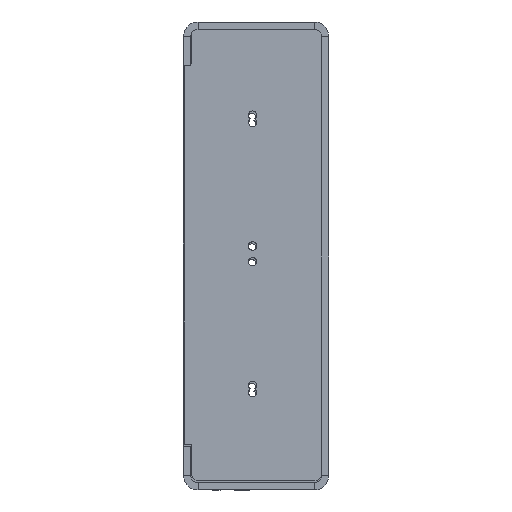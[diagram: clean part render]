
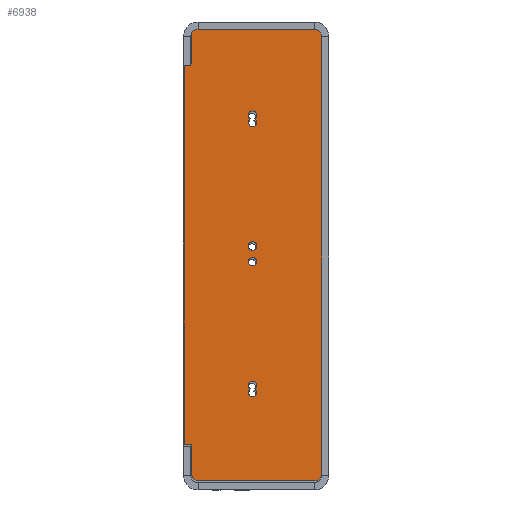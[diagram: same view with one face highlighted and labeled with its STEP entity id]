
A CAD part, left-side view. The second image highlights one B-rep face of the part: STEP entity #6938.
In plain terms, the highlighted planar face has unit normal (-1, 0, 0).
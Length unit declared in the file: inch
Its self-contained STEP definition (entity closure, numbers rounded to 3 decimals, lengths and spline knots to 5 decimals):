
#337=FACE_BOUND('',#1438,.T.);
#338=FACE_BOUND('',#1439,.T.);
#339=FACE_BOUND('',#1440,.T.);
#340=FACE_BOUND('',#1441,.T.);
#469=PLANE('',#7732);
#800=FACE_OUTER_BOUND('',#1437,.T.);
#1437=EDGE_LOOP('',(#6368,#6369,#6370,#6371,#6372,#6373,#6374,#6375,#6376,
#6377,#6378,#6379));
#1438=EDGE_LOOP('',(#6380));
#1439=EDGE_LOOP('',(#6381));
#1440=EDGE_LOOP('',(#6382,#6383));
#1441=EDGE_LOOP('',(#6384,#6385));
#1960=LINE('',#11608,#2499);
#1964=LINE('',#11615,#2503);
#1967=LINE('',#11621,#2506);
#1970=LINE('',#11627,#2509);
#1974=LINE('',#11639,#2513);
#1978=LINE('',#11651,#2517);
#1982=LINE('',#11663,#2521);
#1985=LINE('',#11672,#2524);
#2499=VECTOR('',#9696,0.3937);
#2503=VECTOR('',#9702,0.3937);
#2506=VECTOR('',#9707,0.3937);
#2509=VECTOR('',#9712,0.3937);
#2513=VECTOR('',#9724,0.3937);
#2517=VECTOR('',#9736,0.3937);
#2521=VECTOR('',#9748,0.3937);
#2524=VECTOR('',#9759,0.3937);
#2915=CIRCLE('',#7695,0.0725);
#2917=CIRCLE('',#7698,0.0725);
#2920=CIRCLE('',#7702,0.0725);
#2921=CIRCLE('',#7704,0.0725);
#2924=CIRCLE('',#7708,0.0725);
#2925=CIRCLE('',#7710,0.0725);
#2928=CIRCLE('',#7718,0.125);
#2930=CIRCLE('',#7722,0.125);
#2932=CIRCLE('',#7726,0.125);
#2934=CIRCLE('',#7730,0.125);
#3521=VERTEX_POINT('',#11566);
#3523=VERTEX_POINT('',#11572);
#3525=VERTEX_POINT('',#11578);
#3528=VERTEX_POINT('',#11583);
#3529=VERTEX_POINT('',#11590);
#3532=VERTEX_POINT('',#11595);
#3535=VERTEX_POINT('',#11605);
#3536=VERTEX_POINT('',#11607);
#3538=VERTEX_POINT('',#11613);
#3540=VERTEX_POINT('',#11619);
#3542=VERTEX_POINT('',#11625);
#3544=VERTEX_POINT('',#11631);
#3546=VERTEX_POINT('',#11637);
#3548=VERTEX_POINT('',#11643);
#3550=VERTEX_POINT('',#11649);
#3552=VERTEX_POINT('',#11655);
#3554=VERTEX_POINT('',#11661);
#3556=VERTEX_POINT('',#11667);
#4452=EDGE_CURVE('',#3521,#3521,#2915,.T.);
#4455=EDGE_CURVE('',#3523,#3523,#2917,.T.);
#4461=EDGE_CURVE('',#3525,#3528,#2920,.T.);
#4462=EDGE_CURVE('',#3528,#3525,#2921,.T.);
#4467=EDGE_CURVE('',#3529,#3532,#2924,.T.);
#4468=EDGE_CURVE('',#3532,#3529,#2925,.T.);
#4472=EDGE_CURVE('',#3535,#3536,#1960,.T.);
#4476=EDGE_CURVE('',#3538,#3535,#1964,.T.);
#4479=EDGE_CURVE('',#3540,#3538,#1967,.T.);
#4482=EDGE_CURVE('',#3542,#3540,#1970,.T.);
#4485=EDGE_CURVE('',#3544,#3542,#2928,.T.);
#4488=EDGE_CURVE('',#3546,#3544,#1974,.T.);
#4491=EDGE_CURVE('',#3548,#3546,#2930,.T.);
#4494=EDGE_CURVE('',#3550,#3548,#1978,.T.);
#4497=EDGE_CURVE('',#3552,#3550,#2932,.T.);
#4500=EDGE_CURVE('',#3554,#3552,#1982,.T.);
#4503=EDGE_CURVE('',#3556,#3554,#2934,.T.);
#4505=EDGE_CURVE('',#3536,#3556,#1985,.T.);
#6368=ORIENTED_EDGE('',*,*,#4505,.F.);
#6369=ORIENTED_EDGE('',*,*,#4472,.F.);
#6370=ORIENTED_EDGE('',*,*,#4476,.F.);
#6371=ORIENTED_EDGE('',*,*,#4479,.F.);
#6372=ORIENTED_EDGE('',*,*,#4482,.F.);
#6373=ORIENTED_EDGE('',*,*,#4485,.F.);
#6374=ORIENTED_EDGE('',*,*,#4488,.F.);
#6375=ORIENTED_EDGE('',*,*,#4491,.F.);
#6376=ORIENTED_EDGE('',*,*,#4494,.F.);
#6377=ORIENTED_EDGE('',*,*,#4497,.F.);
#6378=ORIENTED_EDGE('',*,*,#4500,.F.);
#6379=ORIENTED_EDGE('',*,*,#4503,.F.);
#6380=ORIENTED_EDGE('',*,*,#4452,.T.);
#6381=ORIENTED_EDGE('',*,*,#4455,.T.);
#6382=ORIENTED_EDGE('',*,*,#4461,.T.);
#6383=ORIENTED_EDGE('',*,*,#4462,.T.);
#6384=ORIENTED_EDGE('',*,*,#4467,.T.);
#6385=ORIENTED_EDGE('',*,*,#4468,.T.);
#6938=ADVANCED_FACE('',(#800,#337,#338,#339,#340),#469,.F.);
#7695=AXIS2_PLACEMENT_3D('',#11567,#9652,#9653);
#7698=AXIS2_PLACEMENT_3D('',#11573,#9659,#9660);
#7702=AXIS2_PLACEMENT_3D('',#11585,#9670,#9671);
#7704=AXIS2_PLACEMENT_3D('',#11587,#9674,#9675);
#7708=AXIS2_PLACEMENT_3D('',#11597,#9684,#9685);
#7710=AXIS2_PLACEMENT_3D('',#11599,#9688,#9689);
#7718=AXIS2_PLACEMENT_3D('',#11633,#9718,#9719);
#7722=AXIS2_PLACEMENT_3D('',#11645,#9730,#9731);
#7726=AXIS2_PLACEMENT_3D('',#11657,#9742,#9743);
#7730=AXIS2_PLACEMENT_3D('',#11669,#9754,#9755);
#7732=AXIS2_PLACEMENT_3D('',#11673,#9760,#9761);
#9652=DIRECTION('center_axis',(1.,0.,0.));
#9653=DIRECTION('ref_axis',(0.,-1.,0.));
#9659=DIRECTION('center_axis',(1.,0.,0.));
#9660=DIRECTION('ref_axis',(0.,-1.,0.));
#9670=DIRECTION('center_axis',(1.,0.,0.));
#9671=DIRECTION('ref_axis',(0.,-1.,0.));
#9674=DIRECTION('center_axis',(1.,0.,0.));
#9675=DIRECTION('ref_axis',(0.,-1.,0.));
#9684=DIRECTION('center_axis',(1.,0.,0.));
#9685=DIRECTION('ref_axis',(0.,-1.,0.));
#9688=DIRECTION('center_axis',(1.,0.,0.));
#9689=DIRECTION('ref_axis',(0.,-1.,0.));
#9696=DIRECTION('',(0.,-1.,0.));
#9702=DIRECTION('',(0.,0.,1.));
#9707=DIRECTION('',(0.,1.,0.));
#9712=DIRECTION('',(0.,0.,1.));
#9718=DIRECTION('center_axis',(1.,0.,0.));
#9719=DIRECTION('ref_axis',(0.,0.,-1.));
#9724=DIRECTION('',(0.,1.,0.));
#9730=DIRECTION('center_axis',(1.,0.,0.));
#9731=DIRECTION('ref_axis',(0.,-1.,0.));
#9736=DIRECTION('',(0.,0.,-1.));
#9742=DIRECTION('center_axis',(1.,0.,0.));
#9743=DIRECTION('ref_axis',(0.,0.,1.));
#9748=DIRECTION('',(0.,-1.,0.));
#9754=DIRECTION('center_axis',(1.,0.,0.));
#9755=DIRECTION('ref_axis',(0.,1.,0.));
#9759=DIRECTION('',(0.,0.,1.));
#9760=DIRECTION('center_axis',(1.,0.,0.));
#9761=DIRECTION('ref_axis',(0.,0.,-1.));
#11566=CARTESIAN_POINT('',(0.,1.3921,-3.63946));
#11567=CARTESIAN_POINT('Origin',(0.,1.3196,-3.63946));
#11572=CARTESIAN_POINT('',(0.,1.3921,-3.91054));
#11573=CARTESIAN_POINT('Origin',(0.,1.3196,-3.91054));
#11578=CARTESIAN_POINT('',(0.,1.28202,-1.45146));
#11583=CARTESIAN_POINT('',(0.,1.35718,-1.45146));
#11585=CARTESIAN_POINT('Origin',(0.,1.3196,-1.51346));
#11587=CARTESIAN_POINT('Origin',(0.,1.3196,-1.38946));
#11590=CARTESIAN_POINT('',(0.,1.35718,-6.09854));
#11595=CARTESIAN_POINT('',(0.,1.28202,-6.09854));
#11597=CARTESIAN_POINT('Origin',(0.,1.3196,-6.03654));
#11599=CARTESIAN_POINT('Origin',(0.,1.3196,-6.16054));
#11605=CARTESIAN_POINT('',(0.,2.5,-0.5));
#11607=CARTESIAN_POINT('',(0.,2.375,-0.5));
#11608=CARTESIAN_POINT('',(0.,2.5,-0.5));
#11613=CARTESIAN_POINT('',(0.,2.5,-7.05));
#11615=CARTESIAN_POINT('',(0.,2.5,-7.05));
#11619=CARTESIAN_POINT('',(0.,2.375,-7.05));
#11621=CARTESIAN_POINT('',(0.,2.375,-7.05));
#11625=CARTESIAN_POINT('',(0.,2.375,-7.55));
#11627=CARTESIAN_POINT('',(0.,2.375,-7.55));
#11631=CARTESIAN_POINT('',(0.,2.25,-7.675));
#11633=CARTESIAN_POINT('Origin',(0.,2.25,-7.55));
#11637=CARTESIAN_POINT('',(0.,0.25,-7.675));
#11639=CARTESIAN_POINT('',(0.,0.25,-7.675));
#11643=CARTESIAN_POINT('',(0.,0.125,-7.55));
#11645=CARTESIAN_POINT('Origin',(0.,0.25,-7.55));
#11649=CARTESIAN_POINT('',(0.,0.125,0.));
#11651=CARTESIAN_POINT('',(0.,0.125,0.));
#11655=CARTESIAN_POINT('',(0.,0.25,0.125));
#11657=CARTESIAN_POINT('Origin',(0.,0.25,0.));
#11661=CARTESIAN_POINT('',(0.,2.25,0.125));
#11663=CARTESIAN_POINT('',(0.,2.25,0.125));
#11667=CARTESIAN_POINT('',(0.,2.375,0.));
#11669=CARTESIAN_POINT('Origin',(0.,2.25,0.));
#11672=CARTESIAN_POINT('',(0.,2.375,-0.5));
#11673=CARTESIAN_POINT('Origin',(0.,1.30541,-3.775));
